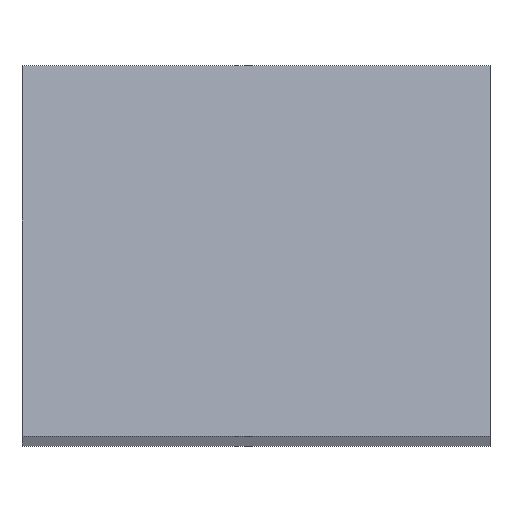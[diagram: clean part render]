
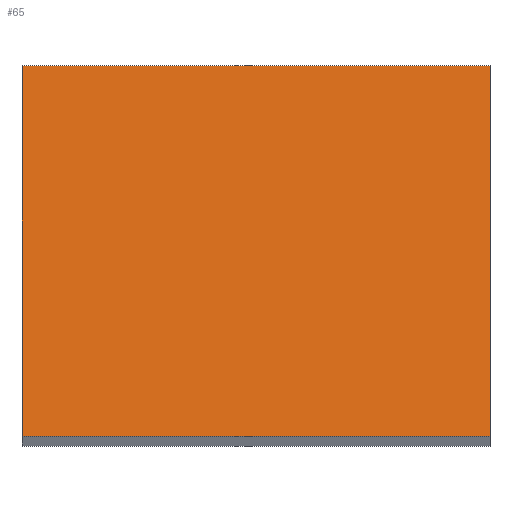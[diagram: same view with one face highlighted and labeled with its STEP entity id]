
A CAD part, top view. The second image highlights one B-rep face of the part: STEP entity #65.
In plain terms, the highlighted planar face has unit normal (0, 0.139, 0.99).
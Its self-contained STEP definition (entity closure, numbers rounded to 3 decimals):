
#2 = VERTEX_POINT ( 'NONE', #292 ) ;
#14 = EDGE_CURVE ( 'NONE', #2, #443, #555, .T. ) ;
#50 = VECTOR ( 'NONE', #511, 1000. ) ;
#63 = VECTOR ( 'NONE', #789, 1000. ) ;
#65 = ADVANCED_FACE ( 'NONE', ( #978 ), #425, .T. ) ;
#75 = CARTESIAN_POINT ( 'NONE',  ( -9.99, -5.549, 3.628 ) ) ;
#147 = ORIENTED_EDGE ( 'NONE', *, *, #14, .T. ) ;
#150 = DIRECTION ( 'NONE',  ( 1., 0., 0. ) ) ;
#168 = EDGE_CURVE ( 'NONE', #2, #644, #1015, .T. ) ;
#210 = LINE ( 'NONE', #887, #1053 ) ;
#245 = CARTESIAN_POINT ( 'NONE',  ( -9.99, -5.549, 3.628 ) ) ;
#292 = CARTESIAN_POINT ( 'NONE',  ( -9.99, 10.295, 1.401 ) ) ;
#328 = DIRECTION ( 'NONE',  ( 0., -0.99, 0.139 ) ) ;
#330 = LINE ( 'NONE', #75, #63 ) ;
#347 = ORIENTED_EDGE ( 'NONE', *, *, #460, .T. ) ;
#413 = CARTESIAN_POINT ( 'NONE',  ( -9.99, 10.295, 1.401 ) ) ;
#425 = PLANE ( 'NONE',  #840 ) ;
#443 = VERTEX_POINT ( 'NONE', #245 ) ;
#460 = EDGE_CURVE ( 'NONE', #443, #670, #330, .T. ) ;
#511 = DIRECTION ( 'NONE',  ( 0., -0.99, 0.139 ) ) ;
#515 = ORIENTED_EDGE ( 'NONE', *, *, #168, .F. ) ;
#555 = LINE ( 'NONE', #924, #50 ) ;
#644 = VERTEX_POINT ( 'NONE', #1083 ) ;
#670 = VERTEX_POINT ( 'NONE', #843 ) ;
#755 = EDGE_LOOP ( 'NONE', ( #347, #1081, #515, #147 ) ) ;
#789 = DIRECTION ( 'NONE',  ( 1., 0., 0. ) ) ;
#796 = EDGE_CURVE ( 'NONE', #644, #670, #210, .T. ) ;
#840 = AXIS2_PLACEMENT_3D ( 'NONE', #413, #933, #328 ) ;
#843 = CARTESIAN_POINT ( 'NONE',  ( 10.01, -5.549, 3.628 ) ) ;
#887 = CARTESIAN_POINT ( 'NONE',  ( 10.01, 10.295, 1.401 ) ) ;
#924 = CARTESIAN_POINT ( 'NONE',  ( -9.99, 10.295, 1.401 ) ) ;
#933 = DIRECTION ( 'NONE',  ( 0., 0.139, 0.99 ) ) ;
#950 = CARTESIAN_POINT ( 'NONE',  ( -9.99, 10.295, 1.401 ) ) ;
#968 = DIRECTION ( 'NONE',  ( 0., -0.99, 0.139 ) ) ;
#978 = FACE_OUTER_BOUND ( 'NONE', #755, .T. ) ;
#993 = VECTOR ( 'NONE', #150, 1000. ) ;
#1015 = LINE ( 'NONE', #950, #993 ) ;
#1053 = VECTOR ( 'NONE', #968, 1000. ) ;
#1081 = ORIENTED_EDGE ( 'NONE', *, *, #796, .F. ) ;
#1083 = CARTESIAN_POINT ( 'NONE',  ( 10.01, 10.295, 1.401 ) ) ;
